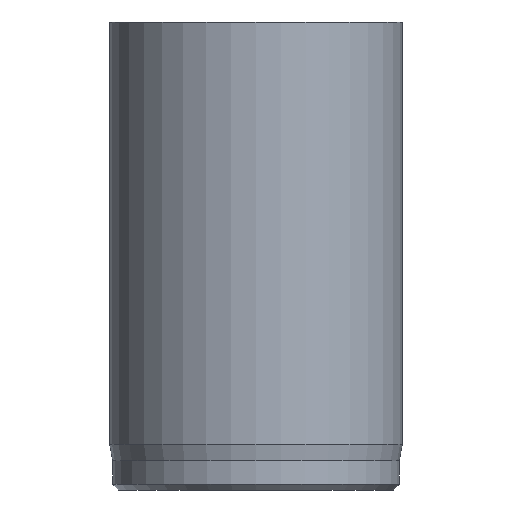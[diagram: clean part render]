
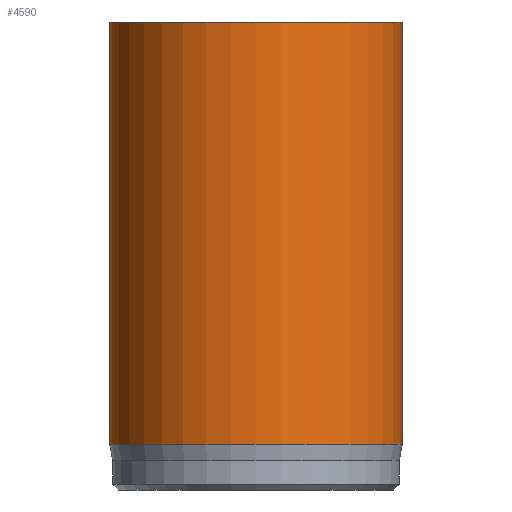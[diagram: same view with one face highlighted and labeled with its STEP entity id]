
A CAD part, front view. The second image highlights one B-rep face of the part: STEP entity #4590.
In plain terms, the highlighted cylindrical face has radius 5 mm (diameter 10 mm), a full revolution.
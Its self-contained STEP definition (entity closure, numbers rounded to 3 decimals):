
#31=CYLINDRICAL_SURFACE('',#4759,5.);
#45=CIRCLE('',#4735,5.);
#57=CIRCLE('',#4757,5.);
#58=CIRCLE('',#4758,5.);
#412=FACE_OUTER_BOUND('',#687,.T.);
#687=EDGE_LOOP('',(#4096,#4097,#4098,#4099,#4100));
#1019=LINE('',#8739,#1357);
#1357=VECTOR('',#5295,5.);
#2108=VERTEX_POINT('',#8693);
#2120=VERTEX_POINT('',#8733);
#2121=VERTEX_POINT('',#8734);
#2766=EDGE_CURVE('',#2108,#2108,#45,.T.);
#2784=EDGE_CURVE('',#2120,#2121,#57,.T.);
#2785=EDGE_CURVE('',#2121,#2120,#58,.T.);
#2787=EDGE_CURVE('',#2108,#2120,#1019,.T.);
#4096=ORIENTED_EDGE('',*,*,#2766,.T.);
#4097=ORIENTED_EDGE('',*,*,#2787,.T.);
#4098=ORIENTED_EDGE('',*,*,#2784,.T.);
#4099=ORIENTED_EDGE('',*,*,#2785,.T.);
#4100=ORIENTED_EDGE('',*,*,#2787,.F.);
#4590=ADVANCED_FACE('',(#412),#31,.T.);
#4735=AXIS2_PLACEMENT_3D('',#8694,#5238,#5239);
#4757=AXIS2_PLACEMENT_3D('',#8735,#5288,#5289);
#4758=AXIS2_PLACEMENT_3D('',#8736,#5290,#5291);
#4759=AXIS2_PLACEMENT_3D('',#8738,#5293,#5294);
#5238=DIRECTION('center_axis',(0.,0.,-1.));
#5239=DIRECTION('ref_axis',(-1.,0.,0.));
#5288=DIRECTION('center_axis',(0.,0.,1.));
#5289=DIRECTION('ref_axis',(-1.,0.,0.));
#5290=DIRECTION('center_axis',(0.,0.,1.));
#5291=DIRECTION('ref_axis',(-1.,0.,0.));
#5293=DIRECTION('center_axis',(0.,0.,1.));
#5294=DIRECTION('ref_axis',(-1.,0.,0.));
#5295=DIRECTION('',(0.,0.,-1.));
#8693=CARTESIAN_POINT('',(5.,0.,16.));
#8694=CARTESIAN_POINT('Origin',(0.,0.,16.));
#8733=CARTESIAN_POINT('',(5.,0.,1.567));
#8734=CARTESIAN_POINT('',(-5.,0.,1.567));
#8735=CARTESIAN_POINT('Origin',(0.,0.,1.567));
#8736=CARTESIAN_POINT('Origin',(0.,0.,1.567));
#8738=CARTESIAN_POINT('Origin',(0.,0.,0.));
#8739=CARTESIAN_POINT('',(5.,0.,0.));
